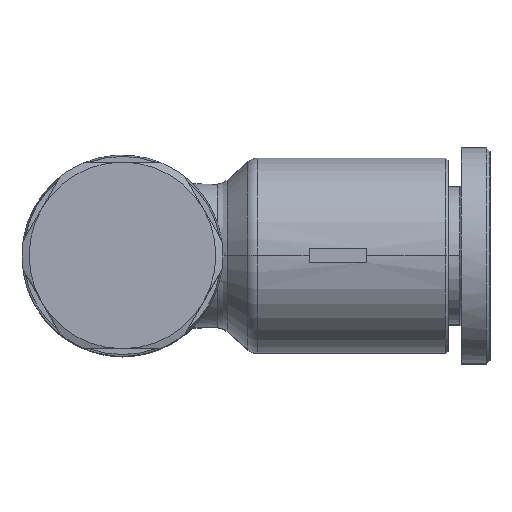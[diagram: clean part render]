
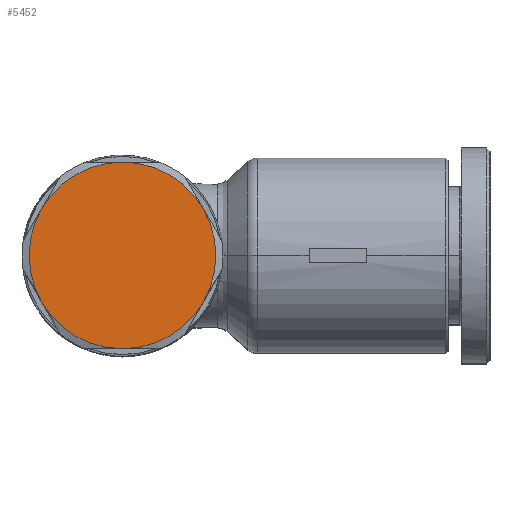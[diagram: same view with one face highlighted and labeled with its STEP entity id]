
A CAD part, top view. The second image highlights one B-rep face of the part: STEP entity #5452.
In plain terms, the highlighted planar face has unit normal (0, 0, 1).
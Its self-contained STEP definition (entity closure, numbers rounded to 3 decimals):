
#4870=CARTESIAN_POINT('',(2.,6.5,9.));
#4871=VERTEX_POINT('',#4870);
#4894=CARTESIAN_POINT('',(-3.629,3.25,9.));
#4895=VERTEX_POINT('',#4894);
#4909=CARTESIAN_POINT('',(2.,0.,9.));
#4910=DIRECTION('',(0.0,0.0,1.0));
#4911=DIRECTION('',(0.0,-1.0,0.0));
#4912=AXIS2_PLACEMENT_3D('',#4909,#4910,#4911);
#4913=CIRCLE('',#4912,6.5);
#4914=EDGE_CURVE('',#4871,#4895,#4913,.T.);
#4924=CARTESIAN_POINT('',(-3.629,-3.25,9.));
#4925=VERTEX_POINT('',#4924);
#4941=CARTESIAN_POINT('',(2.,0.,9.));
#4942=DIRECTION('',(0.0,0.0,1.0));
#4943=DIRECTION('',(0.0,-1.0,0.0));
#4944=AXIS2_PLACEMENT_3D('',#4941,#4942,#4943);
#4945=CIRCLE('',#4944,6.5);
#4946=EDGE_CURVE('',#4895,#4925,#4945,.T.);
#4980=CARTESIAN_POINT('',(7.629,3.25,9.));
#4981=VERTEX_POINT('',#4980);
#5017=CARTESIAN_POINT('',(2.,0.,9.));
#5018=DIRECTION('',(0.0,0.0,1.0));
#5019=DIRECTION('',(0.0,-1.0,0.0));
#5020=AXIS2_PLACEMENT_3D('',#5017,#5018,#5019);
#5021=CIRCLE('',#5020,6.5);
#5022=EDGE_CURVE('',#4981,#4871,#5021,.T.);
#5034=CARTESIAN_POINT('',(7.629,-3.25,9.));
#5035=VERTEX_POINT('',#5034);
#5071=CARTESIAN_POINT('',(2.,0.,9.));
#5072=DIRECTION('',(0.0,0.0,1.0));
#5073=DIRECTION('',(0.0,-1.0,0.0));
#5074=AXIS2_PLACEMENT_3D('',#5071,#5072,#5073);
#5075=CIRCLE('',#5074,6.5);
#5076=EDGE_CURVE('',#5035,#4981,#5075,.T.);
#5086=CARTESIAN_POINT('',(2.,-6.5,9.));
#5087=VERTEX_POINT('',#5086);
#5103=CARTESIAN_POINT('',(2.,0.,9.));
#5104=DIRECTION('',(0.0,0.0,1.0));
#5105=DIRECTION('',(0.0,-1.0,0.0));
#5106=AXIS2_PLACEMENT_3D('',#5103,#5104,#5105);
#5107=CIRCLE('',#5106,6.5);
#5108=EDGE_CURVE('',#4925,#5087,#5107,.T.);
#5177=CARTESIAN_POINT('',(2.,0.,9.));
#5178=DIRECTION('',(0.0,0.0,1.0));
#5179=DIRECTION('',(0.0,-1.0,0.0));
#5180=AXIS2_PLACEMENT_3D('',#5177,#5178,#5179);
#5181=CIRCLE('',#5180,6.5);
#5182=EDGE_CURVE('',#5087,#5035,#5181,.T.);
#5439=CARTESIAN_POINT('',(2.,0.,9.));
#5440=DIRECTION('',(0.0,0.0,-1.0));
#5441=DIRECTION('',(0.0,1.0,0.0));
#5442=AXIS2_PLACEMENT_3D('',#5439,#5440,#5441);
#5443=PLANE('',#5442);
#5444=ORIENTED_EDGE('',*,*,#4946,.T.);
#5445=ORIENTED_EDGE('',*,*,#5108,.T.);
#5446=ORIENTED_EDGE('',*,*,#5182,.T.);
#5447=ORIENTED_EDGE('',*,*,#5076,.T.);
#5448=ORIENTED_EDGE('',*,*,#5022,.T.);
#5449=ORIENTED_EDGE('',*,*,#4914,.T.);
#5450=EDGE_LOOP('',(#5444,#5445,#5446,#5447,#5448,#5449));
#5451=FACE_OUTER_BOUND('',#5450,.T.);
#5452=ADVANCED_FACE('',(#5451),#5443,.F.);
